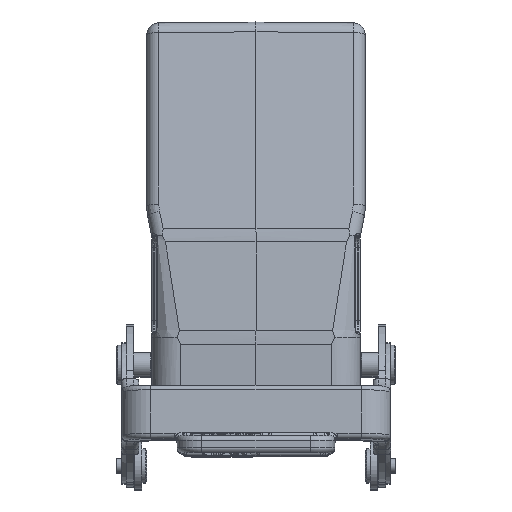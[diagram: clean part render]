
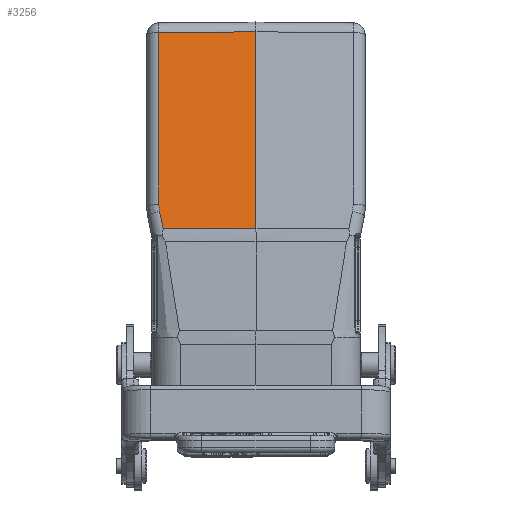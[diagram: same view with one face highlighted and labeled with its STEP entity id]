
A CAD part, top view. The second image highlights one B-rep face of the part: STEP entity #3256.
In plain terms, the highlighted planar face has unit normal (-0.009, 0.19, 0.982).
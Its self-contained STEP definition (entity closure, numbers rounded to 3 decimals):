
#1730=PLANE('',#31544);
#1870=ELLIPSE('',#31543,7.639,7.5);
#3256=ADVANCED_FACE('NONE',(#5388),#1730,.T.);
#5388=FACE_OUTER_BOUND('',#7204,.T.);
#7204=EDGE_LOOP('',(#15800,#15801,#15802,#15803,#15804,#15805));
#15800=ORIENTED_EDGE('',*,*,#24006,.F.);
#15801=ORIENTED_EDGE('',*,*,#24007,.F.);
#15802=ORIENTED_EDGE('',*,*,#24008,.F.);
#15803=ORIENTED_EDGE('',*,*,#23858,.T.);
#15804=ORIENTED_EDGE('',*,*,#23861,.T.);
#15805=ORIENTED_EDGE('',*,*,#24009,.F.);
#20033=VERTEX_POINT('',#52101);
#20105=VERTEX_POINT('',#52346);
#20106=VERTEX_POINT('',#52350);
#20178=VERTEX_POINT('',#52676);
#20202=VERTEX_POINT('',#52896);
#20203=VERTEX_POINT('',#52897);
#23858=EDGE_CURVE('NONE',#20105,#20033,#26863,.T.);
#23861=EDGE_CURVE('NONE',#20033,#20106,#26864,.T.);
#24006=EDGE_CURVE('NONE',#20202,#20203,#26933,.T.);
#24007=EDGE_CURVE('NONE',#20178,#20202,#26934,.T.);
#24008=EDGE_CURVE('NONE',#20105,#20178,#26935,.T.);
#24009=EDGE_CURVE('NONE',#20203,#20106,#1870,.T.);
#26863=LINE('',#52345,#29240);
#26864=LINE('',#52352,#29241);
#26933=LINE('',#52895,#29310);
#26934=LINE('',#52898,#29311);
#26935=LINE('',#52899,#29312);
#29240=VECTOR('',#38028,1.);
#29241=VECTOR('',#38035,1.);
#29310=VECTOR('',#38314,1.);
#29311=VECTOR('',#38315,1.);
#29312=VECTOR('',#38316,1.);
#31543=AXIS2_PLACEMENT_3D('',#52900,#38317,#38318);
#31544=AXIS2_PLACEMENT_3D('',#52901,#38319,#38320);
#38028=DIRECTION('',(-1.,-0.009,-0.007));
#38035=DIRECTION('',(0.,-0.982,0.19));
#38314=DIRECTION('',(-0.193,0.963,-0.188));
#38315=DIRECTION('',(-1.,0.,-0.009));
#38316=DIRECTION('',(0.,-0.982,0.19));
#38317=DIRECTION('',(0.009,-0.19,-0.982));
#38318=DIRECTION('',(0.045,-0.981,0.19));
#38319=DIRECTION('',(-0.009,0.19,0.982));
#38320=DIRECTION('',(0.,-0.982,0.19));
#52101=CARTESIAN_POINT('',(-20.022,19.215,49.747));
#52345=CARTESIAN_POINT('',(-0.308,19.387,49.889));
#52346=CARTESIAN_POINT('',(0.,19.39,49.891));
#52350=CARTESIAN_POINT('',(-20.022,-16.12,56.573));
#52352=CARTESIAN_POINT('',(-20.022,-22.618,57.828));
#52676=CARTESIAN_POINT('',(0.,-21.241,57.74));
#52895=CARTESIAN_POINT('',(-18.171,-26.117,58.521));
#52896=CARTESIAN_POINT('',(-19.146,-21.241,57.57));
#52897=CARTESIAN_POINT('',(-19.876,-17.591,56.859));
#52898=CARTESIAN_POINT('',(0.002,-21.241,57.74));
#52899=CARTESIAN_POINT('',(0.,-22.585,58.));
#52900=CARTESIAN_POINT('',(-12.522,-16.12,56.64));
#52901=CARTESIAN_POINT('',(0.,-22.585,58.));
